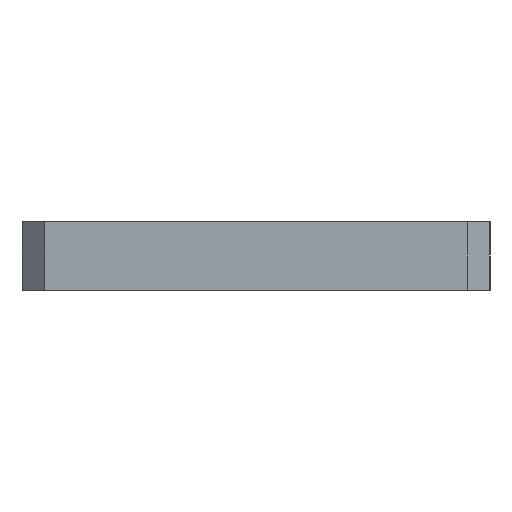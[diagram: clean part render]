
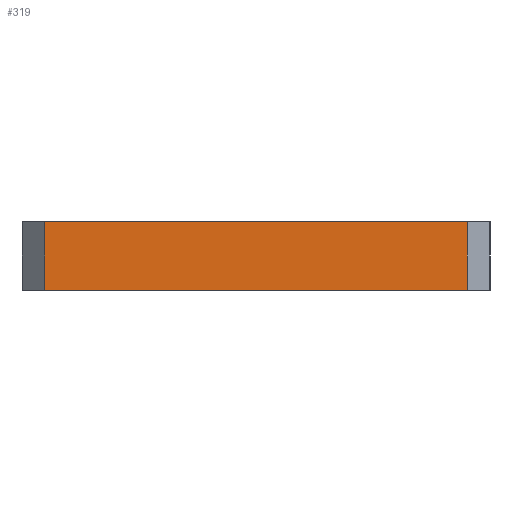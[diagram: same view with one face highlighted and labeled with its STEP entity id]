
A CAD part, left-side view. The second image highlights one B-rep face of the part: STEP entity #319.
In plain terms, the highlighted planar face has unit normal (-1, 0, 0).
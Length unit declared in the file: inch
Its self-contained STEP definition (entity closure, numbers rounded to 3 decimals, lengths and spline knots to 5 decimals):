
#24 = EDGE_CURVE ( 'NONE', #89, #164, #662, .T. ) ;
#89 = VERTEX_POINT ( 'NONE', #136 ) ;
#108 = CARTESIAN_POINT ( 'NONE',  ( -1.075, 1.025, -0.3 ) ) ;
#116 = DIRECTION ( 'NONE',  ( 0., -1., 0. ) ) ;
#119 = VERTEX_POINT ( 'NONE', #171 ) ;
#136 = CARTESIAN_POINT ( 'NONE',  ( -1.075, 0.925, -0.3 ) ) ;
#151 = VERTEX_POINT ( 'NONE', #1036 ) ;
#164 = VERTEX_POINT ( 'NONE', #1129 ) ;
#171 = CARTESIAN_POINT ( 'NONE',  ( -1.075, -0.925, 0. ) ) ;
#209 = EDGE_CURVE ( 'NONE', #151, #89, #611, .T. ) ;
#255 = AXIS2_PLACEMENT_3D ( 'NONE', #1081, #776, #1060 ) ;
#274 = EDGE_CURVE ( 'NONE', #164, #119, #529, .T. ) ;
#288 = EDGE_CURVE ( 'NONE', #151, #119, #445, .T. ) ;
#319 = ADVANCED_FACE ( 'NONE', ( #730 ), #1067, .T. ) ;
#400 = EDGE_LOOP ( 'NONE', ( #518, #676, #423, #428 ) ) ;
#423 = ORIENTED_EDGE ( 'NONE', *, *, #288, .F. ) ;
#428 = ORIENTED_EDGE ( 'NONE', *, *, #209, .T. ) ;
#445 = LINE ( 'NONE', #922, #698 ) ;
#518 = ORIENTED_EDGE ( 'NONE', *, *, #24, .T. ) ;
#529 = LINE ( 'NONE', #1108, #723 ) ;
#611 = LINE ( 'NONE', #1083, #690 ) ;
#661 = VECTOR ( 'NONE', #116, 39.37008 ) ;
#662 = LINE ( 'NONE', #108, #661 ) ;
#676 = ORIENTED_EDGE ( 'NONE', *, *, #274, .T. ) ;
#690 = VECTOR ( 'NONE', #840, 39.37008 ) ;
#698 = VECTOR ( 'NONE', #856, 39.37008 ) ;
#723 = VECTOR ( 'NONE', #991, 39.37008 ) ;
#730 = FACE_OUTER_BOUND ( 'NONE', #400, .T. ) ;
#776 = DIRECTION ( 'NONE',  ( -1., 0., 0. ) ) ;
#840 = DIRECTION ( 'NONE',  ( 0., 0., -1. ) ) ;
#856 = DIRECTION ( 'NONE',  ( 0., -1., 0. ) ) ;
#922 = CARTESIAN_POINT ( 'NONE',  ( -1.075, 1.025, 0. ) ) ;
#991 = DIRECTION ( 'NONE',  ( 0., 0., 1. ) ) ;
#1036 = CARTESIAN_POINT ( 'NONE',  ( -1.075, 0.925, 0. ) ) ;
#1060 = DIRECTION ( 'NONE',  ( 0., -1., 0. ) ) ;
#1067 = PLANE ( 'NONE',  #255 ) ;
#1081 = CARTESIAN_POINT ( 'NONE',  ( -1.075, 1.025, -0.3 ) ) ;
#1083 = CARTESIAN_POINT ( 'NONE',  ( -1.075, 0.925, -0.3 ) ) ;
#1108 = CARTESIAN_POINT ( 'NONE',  ( -1.075, -0.925, -0.3 ) ) ;
#1129 = CARTESIAN_POINT ( 'NONE',  ( -1.075, -0.925, -0.3 ) ) ;
